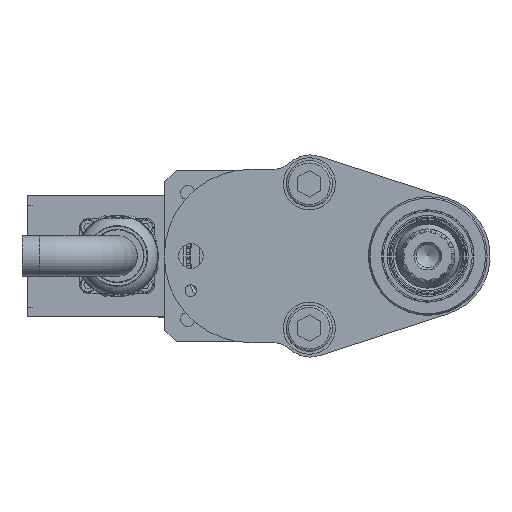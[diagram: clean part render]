
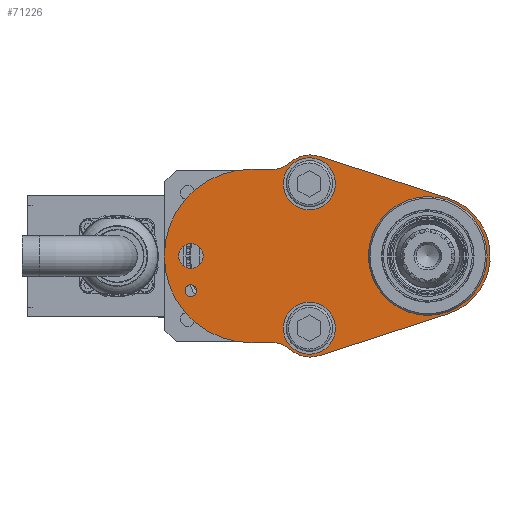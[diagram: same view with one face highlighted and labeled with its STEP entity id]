
A CAD part, left-side view. The second image highlights one B-rep face of the part: STEP entity #71226.
In plain terms, the highlighted planar face has unit normal (-1, 0, 0).
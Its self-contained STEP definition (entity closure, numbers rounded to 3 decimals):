
#3162=FACE_BOUND('',#10647,.T.);
#3163=FACE_BOUND('',#10648,.T.);
#3164=FACE_BOUND('',#10649,.T.);
#3165=FACE_BOUND('',#10650,.T.);
#3166=FACE_BOUND('',#10651,.T.);
#4100=CIRCLE('',#75715,2.1);
#4101=CIRCLE('',#75717,1.);
#4102=CIRCLE('',#75718,1.);
#4103=CIRCLE('',#75719,3.);
#4104=CIRCLE('',#75720,1.);
#4105=CIRCLE('',#75721,1.);
#4106=CIRCLE('',#75722,2.055);
#4107=CIRCLE('',#75723,2.055);
#4108=CIRCLE('',#75724,0.2);
#4109=CIRCLE('',#75725,0.2);
#4110=CIRCLE('',#75726,0.425);
#4111=CIRCLE('',#75727,0.425);
#4112=CIRCLE('',#75728,0.5);
#4113=CIRCLE('',#75729,0.5);
#6793=FACE_OUTER_BOUND('',#10646,.T.);
#10646=EDGE_LOOP('',(#46309,#46310,#46311,#46312,#46313,#46314,#46315,#46316,
#46317,#46318));
#10647=EDGE_LOOP('',(#46319,#46320));
#10648=EDGE_LOOP('',(#46321,#46322));
#10649=EDGE_LOOP('',(#46323,#46324));
#10650=EDGE_LOOP('',(#46325));
#10651=EDGE_LOOP('',(#46326));
#14938=LINE('',#104250,#20868);
#14939=LINE('',#104256,#20869);
#14940=LINE('',#104260,#20870);
#14941=LINE('',#104265,#20871);
#20868=VECTOR('',#84015,4.705);
#20869=VECTOR('',#84020,0.723);
#20870=VECTOR('',#84023,0.723);
#20871=VECTOR('',#84028,4.705);
#27088=VERTEX_POINT('',#104243);
#27089=VERTEX_POINT('',#104244);
#27090=VERTEX_POINT('',#104249);
#27091=VERTEX_POINT('',#104251);
#27092=VERTEX_POINT('',#104253);
#27093=VERTEX_POINT('',#104255);
#27094=VERTEX_POINT('',#104257);
#27095=VERTEX_POINT('',#104259);
#27096=VERTEX_POINT('',#104261);
#27097=VERTEX_POINT('',#104263);
#27098=VERTEX_POINT('',#104266);
#27099=VERTEX_POINT('',#104267);
#27100=VERTEX_POINT('',#104270);
#27101=VERTEX_POINT('',#104271);
#27102=VERTEX_POINT('',#104274);
#27103=VERTEX_POINT('',#104275);
#27104=VERTEX_POINT('',#104278);
#27105=VERTEX_POINT('',#104280);
#34497=EDGE_CURVE('',#27088,#27089,#4100,.T.);
#34500=EDGE_CURVE('',#27090,#27089,#14938,.T.);
#34501=EDGE_CURVE('',#27091,#27090,#4101,.T.);
#34502=EDGE_CURVE('',#27091,#27092,#4102,.T.);
#34503=EDGE_CURVE('',#27093,#27092,#14939,.T.);
#34504=EDGE_CURVE('',#27093,#27094,#4103,.T.);
#34505=EDGE_CURVE('',#27094,#27095,#14940,.T.);
#34506=EDGE_CURVE('',#27096,#27095,#4104,.T.);
#34507=EDGE_CURVE('',#27096,#27097,#4105,.T.);
#34508=EDGE_CURVE('',#27097,#27088,#14941,.T.);
#34509=EDGE_CURVE('',#27098,#27099,#4106,.T.);
#34510=EDGE_CURVE('',#27099,#27098,#4107,.T.);
#34511=EDGE_CURVE('',#27100,#27101,#4108,.T.);
#34512=EDGE_CURVE('',#27101,#27100,#4109,.T.);
#34513=EDGE_CURVE('',#27102,#27103,#4110,.T.);
#34514=EDGE_CURVE('',#27103,#27102,#4111,.T.);
#34515=EDGE_CURVE('',#27104,#27104,#4112,.T.);
#34516=EDGE_CURVE('',#27105,#27105,#4113,.T.);
#46309=ORIENTED_EDGE('',*,*,#34497,.T.);
#46310=ORIENTED_EDGE('',*,*,#34500,.F.);
#46311=ORIENTED_EDGE('',*,*,#34501,.F.);
#46312=ORIENTED_EDGE('',*,*,#34502,.T.);
#46313=ORIENTED_EDGE('',*,*,#34503,.F.);
#46314=ORIENTED_EDGE('',*,*,#34504,.T.);
#46315=ORIENTED_EDGE('',*,*,#34505,.T.);
#46316=ORIENTED_EDGE('',*,*,#34506,.F.);
#46317=ORIENTED_EDGE('',*,*,#34507,.T.);
#46318=ORIENTED_EDGE('',*,*,#34508,.T.);
#46319=ORIENTED_EDGE('',*,*,#34509,.T.);
#46320=ORIENTED_EDGE('',*,*,#34510,.T.);
#46321=ORIENTED_EDGE('',*,*,#34511,.F.);
#46322=ORIENTED_EDGE('',*,*,#34512,.F.);
#46323=ORIENTED_EDGE('',*,*,#34513,.F.);
#46324=ORIENTED_EDGE('',*,*,#34514,.F.);
#46325=ORIENTED_EDGE('',*,*,#34515,.F.);
#46326=ORIENTED_EDGE('',*,*,#34516,.F.);
#64882=PLANE('',#75716);
#71226=ADVANCED_FACE('',(#6793,#3162,#3163,#3164,#3165,#3166),#64882,.T.);
#75715=AXIS2_PLACEMENT_3D('',#104245,#84009,#84010);
#75716=AXIS2_PLACEMENT_3D('',#104248,#84013,#84014);
#75717=AXIS2_PLACEMENT_3D('',#104252,#84016,#84017);
#75718=AXIS2_PLACEMENT_3D('',#104254,#84018,#84019);
#75719=AXIS2_PLACEMENT_3D('',#104258,#84021,#84022);
#75720=AXIS2_PLACEMENT_3D('',#104262,#84024,#84025);
#75721=AXIS2_PLACEMENT_3D('',#104264,#84026,#84027);
#75722=AXIS2_PLACEMENT_3D('',#104268,#84029,#84030);
#75723=AXIS2_PLACEMENT_3D('',#104269,#84031,#84032);
#75724=AXIS2_PLACEMENT_3D('',#104272,#84033,#84034);
#75725=AXIS2_PLACEMENT_3D('',#104273,#84035,#84036);
#75726=AXIS2_PLACEMENT_3D('',#104276,#84037,#84038);
#75727=AXIS2_PLACEMENT_3D('',#104277,#84039,#84040);
#75728=AXIS2_PLACEMENT_3D('',#104279,#84041,#84042);
#75729=AXIS2_PLACEMENT_3D('',#104281,#84043,#84044);
#84009=DIRECTION('center_axis',(-1.,0.,0.));
#84010=DIRECTION('ref_axis',(0.,-0.309,-0.951));
#84013=DIRECTION('center_axis',(-1.,0.,0.));
#84014=DIRECTION('ref_axis',(0.,0.,
-1.));
#84015=DIRECTION('',(0.,-0.951,-0.309));
#84016=DIRECTION('center_axis',(1.,0.,0.));
#84017=DIRECTION('ref_axis',(0.,0.661,0.75));
#84018=DIRECTION('center_axis',(1.,0.,0.));
#84019=DIRECTION('ref_axis',(0.,-0.661,-0.75));
#84020=DIRECTION('',(0.,-1.,0.));
#84021=DIRECTION('center_axis',(-1.,0.,0.));
#84022=DIRECTION('ref_axis',(0.,0.,
1.));
#84023=DIRECTION('',(0.,-1.,0.));
#84024=DIRECTION('center_axis',(-1.,0.,0.));
#84025=DIRECTION('ref_axis',(0.,-0.661,0.75));
#84026=DIRECTION('center_axis',(-1.,0.,0.));
#84027=DIRECTION('ref_axis',(0.,0.661,-0.75));
#84028=DIRECTION('',(0.,-0.951,0.309));
#84029=DIRECTION('center_axis',(1.,0.,0.));
#84030=DIRECTION('ref_axis',(0.,0.,
-1.));
#84031=DIRECTION('center_axis',(1.,0.,0.));
#84032=DIRECTION('ref_axis',(0.,0.,
-1.));
#84033=DIRECTION('center_axis',(-1.,0.,0.));
#84034=DIRECTION('ref_axis',(0.,0.,
1.));
#84035=DIRECTION('center_axis',(-1.,0.,0.));
#84036=DIRECTION('ref_axis',(0.,0.,
1.));
#84037=DIRECTION('center_axis',(-1.,0.,0.));
#84038=DIRECTION('ref_axis',(0.,0.,
1.));
#84039=DIRECTION('center_axis',(-1.,0.,0.));
#84040=DIRECTION('ref_axis',(0.,0.,
1.));
#84041=DIRECTION('center_axis',(-1.,0.,0.));
#84042=DIRECTION('ref_axis',(0.,0.,
-1.));
#84043=DIRECTION('center_axis',(-1.,0.,0.));
#84044=DIRECTION('ref_axis',(0.,0.,
-1.));
#104243=CARTESIAN_POINT('',(-9.62,-6.829,-1.997));
#104244=CARTESIAN_POINT('',(-9.62,-6.829,1.997));
#104245=CARTESIAN_POINT('Origin',(-9.62,-6.18,0.));
#104248=CARTESIAN_POINT('Origin',(-9.62,0.,
0.));
#104249=CARTESIAN_POINT('',(-9.62,-2.354,3.451));
#104250=CARTESIAN_POINT('',(-9.62,-2.354,3.451));
#104251=CARTESIAN_POINT('',(-9.62,-1.384,3.25));
#104252=CARTESIAN_POINT('Origin',(-9.62,-2.045,2.5));
#104253=CARTESIAN_POINT('',(-9.62,-0.723,3.));
#104254=CARTESIAN_POINT('Origin',(-9.62,-0.723,
4.));
#104255=CARTESIAN_POINT('',(-9.62,0.,3.));
#104256=CARTESIAN_POINT('',(-9.62,0.,3.));
#104257=CARTESIAN_POINT('',(-9.62,0.,-3.));
#104258=CARTESIAN_POINT('Origin',(-9.62,0.,
0.));
#104259=CARTESIAN_POINT('',(-9.62,-0.723,-3.));
#104260=CARTESIAN_POINT('',(-9.62,0.,-3.));
#104261=CARTESIAN_POINT('',(-9.62,-1.384,-3.25));
#104262=CARTESIAN_POINT('Origin',(-9.62,-0.723,-4.));
#104263=CARTESIAN_POINT('',(-9.62,-2.354,-3.451));
#104264=CARTESIAN_POINT('Origin',(-9.62,-2.045,-2.5));
#104265=CARTESIAN_POINT('',(-9.62,-2.354,-3.451));
#104266=CARTESIAN_POINT('',(-9.62,-6.12,-2.055));
#104267=CARTESIAN_POINT('',(-9.62,-6.12,2.055));
#104268=CARTESIAN_POINT('Origin',(-9.62,-6.12,0.));
#104269=CARTESIAN_POINT('Origin',(-9.62,-6.12,0.));
#104270=CARTESIAN_POINT('',(-9.62,2.08,-1.));
#104271=CARTESIAN_POINT('',(-9.62,2.08,-1.4));
#104272=CARTESIAN_POINT('Origin',(-9.62,2.08,-1.2));
#104273=CARTESIAN_POINT('Origin',(-9.62,2.08,-1.2));
#104274=CARTESIAN_POINT('',(-9.62,2.08,0.425));
#104275=CARTESIAN_POINT('',(-9.62,2.08,-0.425));
#104276=CARTESIAN_POINT('Origin',(-9.62,2.08,0.));
#104277=CARTESIAN_POINT('Origin',(-9.62,2.08,0.));
#104278=CARTESIAN_POINT('',(-9.62,-2.02,-3.));
#104279=CARTESIAN_POINT('Origin',(-9.62,-2.02,-2.5));
#104280=CARTESIAN_POINT('',(-9.62,-2.02,2.));
#104281=CARTESIAN_POINT('Origin',(-9.62,-2.02,2.5));
